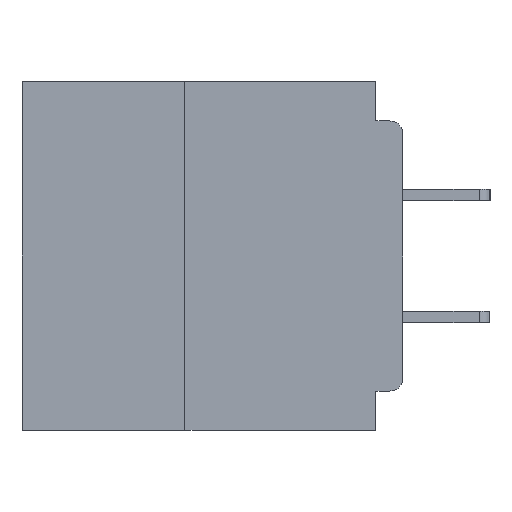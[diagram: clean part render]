
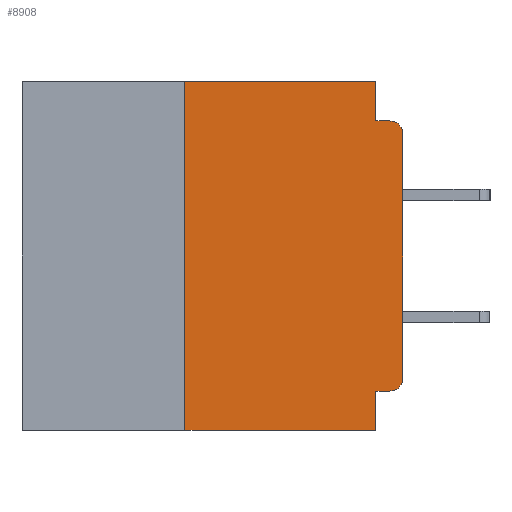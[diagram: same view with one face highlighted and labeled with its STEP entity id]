
A CAD part, left-side view. The second image highlights one B-rep face of the part: STEP entity #8908.
In plain terms, the highlighted planar face has unit normal (-1, 0, 0).
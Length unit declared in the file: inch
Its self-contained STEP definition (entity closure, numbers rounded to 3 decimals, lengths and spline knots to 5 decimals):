
#309 = DIRECTION ( 'NONE',  ( 1., 0., 0. ) ) ;
#614 = ORIENTED_EDGE ( 'NONE', *, *, #25919, .F. ) ;
#699 = DIRECTION ( 'NONE',  ( -1., 0., 0. ) ) ;
#1811 = EDGE_CURVE ( 'NONE', #8096, #4139, #3115, .T. ) ;
#1978 = EDGE_CURVE ( 'NONE', #5677, #24125, #20518, .T. ) ;
#2314 = EDGE_CURVE ( 'NONE', #22998, #5393, #25073, .T. ) ;
#2677 = EDGE_CURVE ( 'NONE', #7999, #2816, #5948, .T. ) ;
#2816 = VERTEX_POINT ( 'NONE', #4520 ) ;
#3115 = CIRCLE ( 'NONE', #33335, 0.015 ) ;
#4139 = VERTEX_POINT ( 'NONE', #31928 ) ;
#4219 = LINE ( 'NONE', #13352, #19234 ) ;
#4520 = CARTESIAN_POINT ( 'NONE',  ( 0., 0.031, -0.355 ) ) ;
#4596 = DIRECTION ( 'NONE',  ( 0., -1., 0. ) ) ;
#5022 = VECTOR ( 'NONE', #8456, 39.37008 ) ;
#5393 = VERTEX_POINT ( 'NONE', #11648 ) ;
#5677 = VERTEX_POINT ( 'NONE', #21855 ) ;
#5948 = LINE ( 'NONE', #8091, #36139 ) ;
#6338 = VECTOR ( 'NONE', #4596, 39.37008 ) ;
#7341 = DIRECTION ( 'NONE',  ( 0., 1., 0. ) ) ;
#7418 = ORIENTED_EDGE ( 'NONE', *, *, #8478, .F. ) ;
#7587 = CARTESIAN_POINT ( 'NONE',  ( 0., 0.031, -0.4 ) ) ;
#7999 = VERTEX_POINT ( 'NONE', #31956 ) ;
#8091 = CARTESIAN_POINT ( 'NONE',  ( 0., 0., -0.355 ) ) ;
#8096 = VERTEX_POINT ( 'NONE', #23745 ) ;
#8400 = AXIS2_PLACEMENT_3D ( 'NONE', #24199, #309, #21388 ) ;
#8456 = DIRECTION ( 'NONE',  ( 0., 0., 1. ) ) ;
#8478 = EDGE_CURVE ( 'NONE', #2816, #5393, #30781, .T. ) ;
#8757 = ORIENTED_EDGE ( 'NONE', *, *, #32239, .T. ) ;
#8908 = ADVANCED_FACE ( 'NONE', ( #30740 ), #35644, .F. ) ;
#9037 = LINE ( 'NONE', #32950, #31651 ) ;
#11353 = EDGE_LOOP ( 'NONE', ( #33485, #16186, #614, #32257, #17403, #31071, #21627, #7418, #27667, #8757 ) ) ;
#11648 = CARTESIAN_POINT ( 'NONE',  ( 0., 0.031, -0.4 ) ) ;
#13352 = CARTESIAN_POINT ( 'NONE',  ( 0., 0.031, 0. ) ) ;
#13586 = DIRECTION ( 'NONE',  ( 0., 0., -1. ) ) ;
#13650 = CARTESIAN_POINT ( 'NONE',  ( 0., 0., -0.045 ) ) ;
#15879 = CARTESIAN_POINT ( 'NONE',  ( 0., 0.437, -0.4 ) ) ;
#16186 = ORIENTED_EDGE ( 'NONE', *, *, #1811, .T. ) ;
#16189 = LINE ( 'NONE', #13650, #6338 ) ;
#16355 = DIRECTION ( 'NONE',  ( 0., -1., 0. ) ) ;
#16393 = DIRECTION ( 'NONE',  ( 0., 0., -1. ) ) ;
#17403 = ORIENTED_EDGE ( 'NONE', *, *, #1978, .F. ) ;
#17632 = VERTEX_POINT ( 'NONE', #29113 ) ;
#18091 = CARTESIAN_POINT ( 'NONE',  ( 0., 0.25, -0.4 ) ) ;
#18780 = CARTESIAN_POINT ( 'NONE',  ( 0., 0.015, -0.34 ) ) ;
#19234 = VECTOR ( 'NONE', #16393, 39.37008 ) ;
#20518 = LINE ( 'NONE', #24024, #29195 ) ;
#21388 = DIRECTION ( 'NONE',  ( 0., 0., -1. ) ) ;
#21627 = ORIENTED_EDGE ( 'NONE', *, *, #2314, .T. ) ;
#21764 = DIRECTION ( 'NONE',  ( 0., 0., -1. ) ) ;
#21855 = CARTESIAN_POINT ( 'NONE',  ( 0., 0.25, 0. ) ) ;
#22998 = VERTEX_POINT ( 'NONE', #18091 ) ;
#23745 = CARTESIAN_POINT ( 'NONE',  ( 0., 0., -0.06 ) ) ;
#24024 = CARTESIAN_POINT ( 'NONE',  ( 0., 0.437, 0. ) ) ;
#24125 = VERTEX_POINT ( 'NONE', #37536 ) ;
#24199 = CARTESIAN_POINT ( 'NONE',  ( 0., 0.437, 0. ) ) ;
#24282 = DIRECTION ( 'NONE',  ( 0., -1., 0. ) ) ;
#25073 = LINE ( 'NONE', #15879, #32703 ) ;
#25919 = EDGE_CURVE ( 'NONE', #17632, #4139, #16189, .T. ) ;
#26248 = CARTESIAN_POINT ( 'NONE',  ( 0., 0.25, -0.4 ) ) ;
#27638 = DIRECTION ( 'NONE',  ( 0., 0., -1. ) ) ;
#27667 = ORIENTED_EDGE ( 'NONE', *, *, #2677, .F. ) ;
#27680 = DIRECTION ( 'NONE',  ( -1., 0., 0. ) ) ;
#27764 = CARTESIAN_POINT ( 'NONE',  ( 0., 0.015, -0.06 ) ) ;
#29113 = CARTESIAN_POINT ( 'NONE',  ( 0., 0.031, -0.045 ) ) ;
#29195 = VECTOR ( 'NONE', #24282, 39.37008 ) ;
#30740 = FACE_OUTER_BOUND ( 'NONE', #11353, .T. ) ;
#30781 = LINE ( 'NONE', #7587, #37309 ) ;
#30854 = EDGE_CURVE ( 'NONE', #22998, #5677, #35307, .T. ) ;
#31071 = ORIENTED_EDGE ( 'NONE', *, *, #30854, .F. ) ;
#31651 = VECTOR ( 'NONE', #35719, 39.37008 ) ;
#31928 = CARTESIAN_POINT ( 'NONE',  ( 0., 0.015, -0.045 ) ) ;
#31956 = CARTESIAN_POINT ( 'NONE',  ( 0., 0.015, -0.355 ) ) ;
#32239 = EDGE_CURVE ( 'NONE', #7999, #37896, #36653, .T. ) ;
#32257 = ORIENTED_EDGE ( 'NONE', *, *, #37067, .F. ) ;
#32703 = VECTOR ( 'NONE', #16355, 39.37008 ) ;
#32950 = CARTESIAN_POINT ( 'NONE',  ( 0., 0., 0. ) ) ;
#33335 = AXIS2_PLACEMENT_3D ( 'NONE', #27764, #27680, #27638 ) ;
#33485 = ORIENTED_EDGE ( 'NONE', *, *, #35173, .T. ) ;
#35173 = EDGE_CURVE ( 'NONE', #37896, #8096, #9037, .T. ) ;
#35307 = LINE ( 'NONE', #26248, #5022 ) ;
#35644 = PLANE ( 'NONE',  #8400 ) ;
#35719 = DIRECTION ( 'NONE',  ( 0., 0., 1. ) ) ;
#36139 = VECTOR ( 'NONE', #7341, 39.37008 ) ;
#36252 = CARTESIAN_POINT ( 'NONE',  ( 0., 0., -0.34 ) ) ;
#36486 = AXIS2_PLACEMENT_3D ( 'NONE', #18780, #699, #21764 ) ;
#36653 = CIRCLE ( 'NONE', #36486, 0.015 ) ;
#37067 = EDGE_CURVE ( 'NONE', #24125, #17632, #4219, .T. ) ;
#37309 = VECTOR ( 'NONE', #13586, 39.37008 ) ;
#37536 = CARTESIAN_POINT ( 'NONE',  ( 0., 0.031, 0. ) ) ;
#37896 = VERTEX_POINT ( 'NONE', #36252 ) ;
